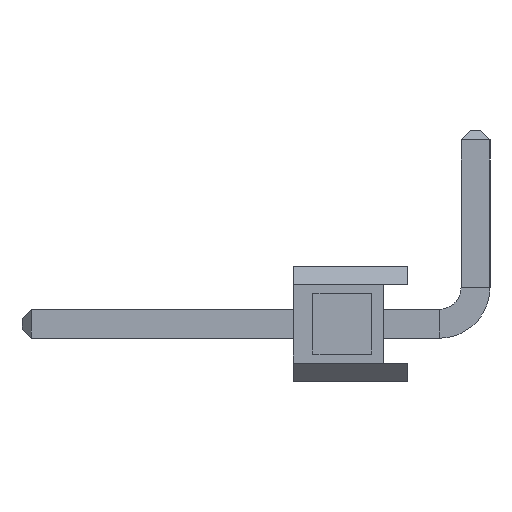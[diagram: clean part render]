
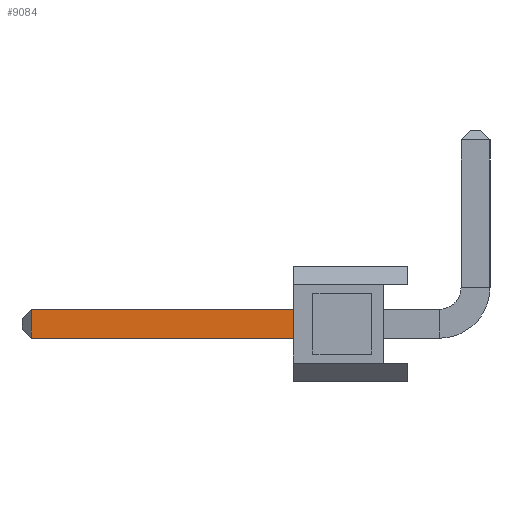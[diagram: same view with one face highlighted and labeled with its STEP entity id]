
A CAD part, left-side view. The second image highlights one B-rep face of the part: STEP entity #9084.
In plain terms, the highlighted planar face has unit normal (-1, 0, 0).
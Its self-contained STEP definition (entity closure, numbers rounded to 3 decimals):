
#750 = CARTESIAN_POINT ( 'NONE',  ( -0.32, 8.34, 0.32 ) ) ;
#2240 = EDGE_CURVE ( 'NONE', #25724, #20995, #8661, .T. ) ;
#2520 = DIRECTION ( 'NONE',  ( 0., 1., 0. ) ) ;
#3136 = AXIS2_PLACEMENT_3D ( 'NONE', #19621, #19710, #10580 ) ;
#3773 = PLANE ( 'NONE',  #3136 ) ;
#4405 = DIRECTION ( 'NONE',  ( 0., 0., -1. ) ) ;
#4481 = EDGE_CURVE ( 'NONE', #17309, #19798, #6421, .T. ) ;
#4512 = LINE ( 'NONE', #9896, #20100 ) ;
#4530 = CARTESIAN_POINT ( 'NONE',  ( -0.32, -0.7, -0.32 ) ) ;
#5185 = CARTESIAN_POINT ( 'NONE',  ( -0.32, 2.54, 0.32 ) ) ;
#6421 = LINE ( 'NONE', #4530, #22412 ) ;
#7427 = VECTOR ( 'NONE', #4405, 1000. ) ;
#8661 = LINE ( 'NONE', #11203, #25714 ) ;
#9084 = ADVANCED_FACE ( 'NONE', ( #15038 ), #3773, .T. ) ;
#9896 = CARTESIAN_POINT ( 'NONE',  ( -0.32, 2.54, 0. ) ) ;
#10580 = DIRECTION ( 'NONE',  ( 0., 0., 1. ) ) ;
#11203 = CARTESIAN_POINT ( 'NONE',  ( -0.32, -0.7, 0.32 ) ) ;
#11246 = EDGE_LOOP ( 'NONE', ( #27592, #21200, #23431, #17516 ) ) ;
#11678 = LINE ( 'NONE', #24823, #7427 ) ;
#13680 = EDGE_CURVE ( 'NONE', #20995, #19798, #11678, .T. ) ;
#15038 = FACE_OUTER_BOUND ( 'NONE', #11246, .T. ) ;
#16029 = DIRECTION ( 'NONE',  ( 0., 1., 0. ) ) ;
#17309 = VERTEX_POINT ( 'NONE', #24138 ) ;
#17516 = ORIENTED_EDGE ( 'NONE', *, *, #23765, .F. ) ;
#17520 = CARTESIAN_POINT ( 'NONE',  ( -0.32, 8.34, -0.32 ) ) ;
#19621 = CARTESIAN_POINT ( 'NONE',  ( -0.32, -0.7, -0.32 ) ) ;
#19710 = DIRECTION ( 'NONE',  ( -1., 0., 0. ) ) ;
#19798 = VERTEX_POINT ( 'NONE', #17520 ) ;
#20100 = VECTOR ( 'NONE', #28621, 1000. ) ;
#20995 = VERTEX_POINT ( 'NONE', #750 ) ;
#21200 = ORIENTED_EDGE ( 'NONE', *, *, #13680, .T. ) ;
#22412 = VECTOR ( 'NONE', #16029, 1000. ) ;
#23431 = ORIENTED_EDGE ( 'NONE', *, *, #4481, .F. ) ;
#23765 = EDGE_CURVE ( 'NONE', #25724, #17309, #4512, .T. ) ;
#24138 = CARTESIAN_POINT ( 'NONE',  ( -0.32, 2.54, -0.32 ) ) ;
#24823 = CARTESIAN_POINT ( 'NONE',  ( -0.32, 8.34, -0.32 ) ) ;
#25714 = VECTOR ( 'NONE', #2520, 1000. ) ;
#25724 = VERTEX_POINT ( 'NONE', #5185 ) ;
#27592 = ORIENTED_EDGE ( 'NONE', *, *, #2240, .T. ) ;
#28621 = DIRECTION ( 'NONE',  ( 0., 0., -1. ) ) ;
